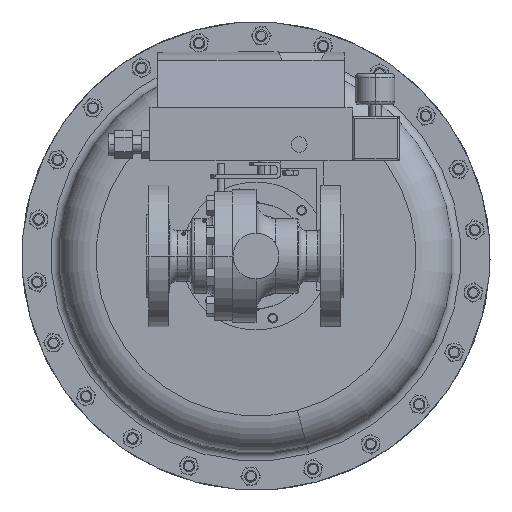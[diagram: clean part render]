
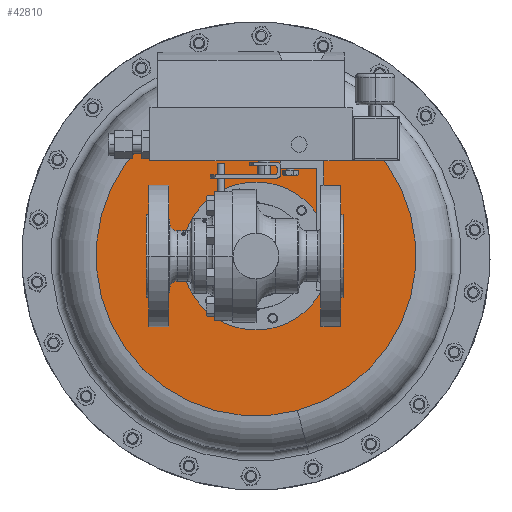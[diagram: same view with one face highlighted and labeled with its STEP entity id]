
A CAD part, front view. The second image highlights one B-rep face of the part: STEP entity #42810.
In plain terms, the highlighted planar face has unit normal (0, -1, 0).
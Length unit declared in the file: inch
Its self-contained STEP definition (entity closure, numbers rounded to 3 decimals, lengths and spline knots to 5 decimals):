
#2432 = EDGE_CURVE ( 'NONE', #57941, #22293, #7732, .T. ) ;
#2555 = AXIS2_PLACEMENT_3D ( 'NONE', #15024, #48708, #19887 ) ;
#3876 = PLANE ( 'NONE',  #31511 ) ;
#7732 = CIRCLE ( 'NONE', #60191, 5.125 ) ;
#9359 = DIRECTION ( 'NONE',  ( -0.259, 0., 0.966 ) ) ;
#9632 = CARTESIAN_POINT ( 'NONE',  ( 0., 8.2025, 0. ) ) ;
#9699 = DIRECTION ( 'NONE',  ( 0., 1., 0. ) ) ;
#10488 = VERTEX_POINT ( 'NONE', #41342 ) ;
#10788 = FACE_OUTER_BOUND ( 'NONE', #43734, .T. ) ;
#13568 = CIRCLE ( 'NONE', #15922, 5.125 ) ;
#13571 = CARTESIAN_POINT ( 'NONE',  ( 4.95037, 8.2025, 1.32645 ) ) ;
#13896 = DIRECTION ( 'NONE',  ( 0., 1., 0. ) ) ;
#15024 = CARTESIAN_POINT ( 'NONE',  ( 0., 8.2025, 0. ) ) ;
#15922 = AXIS2_PLACEMENT_3D ( 'NONE', #42659, #13896, #47573 ) ;
#19887 = DIRECTION ( 'NONE',  ( 0.707, 0., -0.707 ) ) ;
#21431 = EDGE_CURVE ( 'NONE', #10488, #38842, #61014, .T. ) ;
#22293 = VERTEX_POINT ( 'NONE', #59950 ) ;
#23291 = DIRECTION ( 'NONE',  ( 0., -1., 0. ) ) ;
#23528 = CARTESIAN_POINT ( 'NONE',  ( -1.67938, 8.2025, 1.67938 ) ) ;
#24564 = EDGE_CURVE ( 'NONE', #38842, #10488, #57998, .T. ) ;
#25330 = CARTESIAN_POINT ( 'NONE',  ( 0., 8.2025, 0. ) ) ;
#27362 = ORIENTED_EDGE ( 'NONE', *, *, #24564, .T. ) ;
#30166 = DIRECTION ( 'NONE',  ( 0.707, 0., -0.707 ) ) ;
#31511 = AXIS2_PLACEMENT_3D ( 'NONE', #13571, #23291, #57116 ) ;
#37885 = FACE_BOUND ( 'NONE', #38508, .T. ) ;
#37904 = ORIENTED_EDGE ( 'NONE', *, *, #2432, .F. ) ;
#38508 = EDGE_LOOP ( 'NONE', ( #27362, #62191 ) ) ;
#38610 = ORIENTED_EDGE ( 'NONE', *, *, #47775, .F. ) ;
#38842 = VERTEX_POINT ( 'NONE', #23528 ) ;
#41342 = CARTESIAN_POINT ( 'NONE',  ( 1.67938, 8.2025, -1.67938 ) ) ;
#42659 = CARTESIAN_POINT ( 'NONE',  ( 0., 8.2025, 0. ) ) ;
#42810 = ADVANCED_FACE ( 'NONE', ( #10788, #37885 ), #3876, .T. ) ;
#43734 = EDGE_LOOP ( 'NONE', ( #37904, #38610 ) ) ;
#45571 = AXIS2_PLACEMENT_3D ( 'NONE', #25330, #59189, #30166 ) ;
#47573 = DIRECTION ( 'NONE',  ( -0.259, 0., 0.966 ) ) ;
#47775 = EDGE_CURVE ( 'NONE', #22293, #57941, #13568, .T. ) ;
#48708 = DIRECTION ( 'NONE',  ( 0., 1., 0. ) ) ;
#51104 = CARTESIAN_POINT ( 'NONE',  ( -1.32645, 8.2025, 4.95037 ) ) ;
#57116 = DIRECTION ( 'NONE',  ( 0.259, 0., -0.966 ) ) ;
#57941 = VERTEX_POINT ( 'NONE', #51104 ) ;
#57998 = CIRCLE ( 'NONE', #2555, 2.375 ) ;
#59189 = DIRECTION ( 'NONE',  ( 0., 1., 0. ) ) ;
#59950 = CARTESIAN_POINT ( 'NONE',  ( 1.32645, 8.2025, -4.95037 ) ) ;
#60191 = AXIS2_PLACEMENT_3D ( 'NONE', #9632, #9699, #9359 ) ;
#61014 = CIRCLE ( 'NONE', #45571, 2.375 ) ;
#62191 = ORIENTED_EDGE ( 'NONE', *, *, #21431, .T. ) ;
